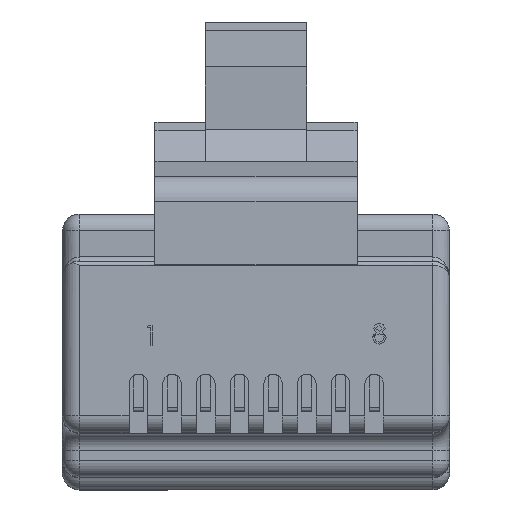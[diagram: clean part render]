
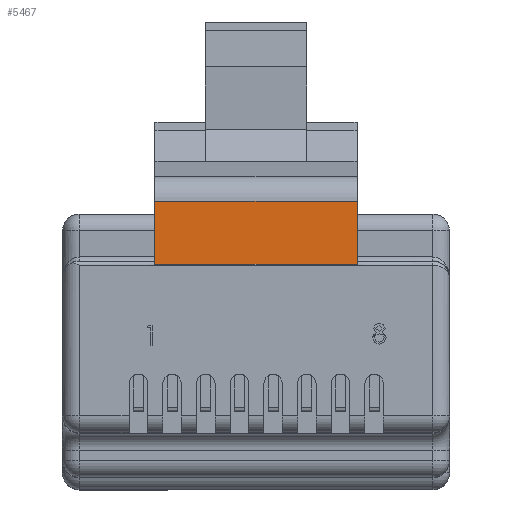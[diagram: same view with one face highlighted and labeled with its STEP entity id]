
A CAD part, top view. The second image highlights one B-rep face of the part: STEP entity #5467.
In plain terms, the highlighted planar face has unit normal (0, 0, 1).
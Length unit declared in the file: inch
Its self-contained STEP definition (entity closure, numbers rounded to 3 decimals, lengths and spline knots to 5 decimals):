
#87 = CARTESIAN_POINT ( 'NONE',  ( 0.12, 0.145, 0.885 ) ) ;
#181 = VERTEX_POINT ( 'NONE', #8842 ) ;
#187 = ORIENTED_EDGE ( 'NONE', *, *, #5500, .T. ) ;
#452 = VECTOR ( 'NONE', #5879, 39.37008 ) ;
#811 = EDGE_LOOP ( 'NONE', ( #8189, #6517, #187, #3581 ) ) ;
#1806 = CARTESIAN_POINT ( 'NONE',  ( -0.12, 0.145, 0.885 ) ) ;
#1952 = VECTOR ( 'NONE', #3044, 39.37008 ) ;
#1953 = CARTESIAN_POINT ( 'NONE',  ( 0.12, 0.175, 0.885 ) ) ;
#3044 = DIRECTION ( 'NONE',  ( -1., 0., 0. ) ) ;
#3167 = CARTESIAN_POINT ( 'NONE',  ( -0.12, 0.145, 0.885 ) ) ;
#3292 = CARTESIAN_POINT ( 'NONE',  ( -0.12, 0.175, 0.885 ) ) ;
#3541 = EDGE_CURVE ( 'NONE', #181, #5119, #8523, .T. ) ;
#3581 = ORIENTED_EDGE ( 'NONE', *, *, #3541, .F. ) ;
#3640 = CARTESIAN_POINT ( 'NONE',  ( 0.12, 0.07, 0.885 ) ) ;
#4593 = LINE ( 'NONE', #3167, #452 ) ;
#4606 = VERTEX_POINT ( 'NONE', #87 ) ;
#4619 = DIRECTION ( 'NONE',  ( 0., -1., 0. ) ) ;
#5119 = VERTEX_POINT ( 'NONE', #5940 ) ;
#5467 = ADVANCED_FACE ( 'NONE', ( #6001 ), #8050, .F. ) ;
#5500 = EDGE_CURVE ( 'NONE', #7003, #5119, #6786, .T. ) ;
#5652 = DIRECTION ( 'NONE',  ( 0., -1., 0. ) ) ;
#5879 = DIRECTION ( 'NONE',  ( -1., 0., 0. ) ) ;
#5940 = CARTESIAN_POINT ( 'NONE',  ( -0.12, 0.07, 0.885 ) ) ;
#6001 = FACE_OUTER_BOUND ( 'NONE', #811, .T. ) ;
#6052 = DIRECTION ( 'NONE',  ( 0., 0., -1. ) ) ;
#6517 = ORIENTED_EDGE ( 'NONE', *, *, #7678, .T. ) ;
#6786 = LINE ( 'NONE', #3292, #8600 ) ;
#7003 = VERTEX_POINT ( 'NONE', #1806 ) ;
#7078 = CARTESIAN_POINT ( 'NONE',  ( 0.12, 0.175, 0.885 ) ) ;
#7136 = VECTOR ( 'NONE', #5652, 39.37008 ) ;
#7532 = EDGE_CURVE ( 'NONE', #4606, #181, #8472, .T. ) ;
#7678 = EDGE_CURVE ( 'NONE', #4606, #7003, #4593, .T. ) ;
#8036 = AXIS2_PLACEMENT_3D ( 'NONE', #1953, #6052, #8775 ) ;
#8050 = PLANE ( 'NONE',  #8036 ) ;
#8189 = ORIENTED_EDGE ( 'NONE', *, *, #7532, .F. ) ;
#8472 = LINE ( 'NONE', #7078, #7136 ) ;
#8523 = LINE ( 'NONE', #3640, #1952 ) ;
#8600 = VECTOR ( 'NONE', #4619, 39.37008 ) ;
#8775 = DIRECTION ( 'NONE',  ( -1., 0., 0. ) ) ;
#8842 = CARTESIAN_POINT ( 'NONE',  ( 0.12, 0.07, 0.885 ) ) ;
